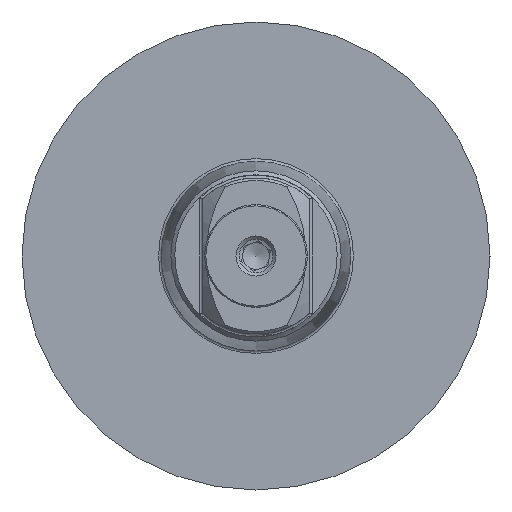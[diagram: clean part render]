
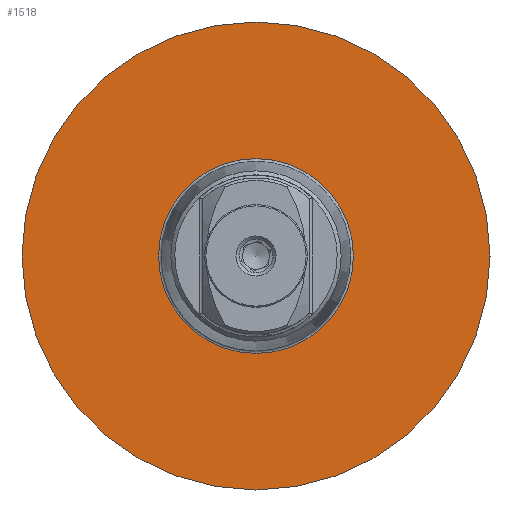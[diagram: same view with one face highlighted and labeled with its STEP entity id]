
A CAD part, left-side view. The second image highlights one B-rep face of the part: STEP entity #1518.
In plain terms, the highlighted planar face has unit normal (-1, 0, 0).
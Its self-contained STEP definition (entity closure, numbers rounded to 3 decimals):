
#4 = DIRECTION ( 'NONE',  ( -1., 0., 0. ) ) ;
#94 = ORIENTED_EDGE ( 'NONE', *, *, #736, .T. ) ;
#117 = CARTESIAN_POINT ( 'NONE',  ( 0., 0., 0. ) ) ;
#134 = ORIENTED_EDGE ( 'NONE', *, *, #341, .F. ) ;
#199 = AXIS2_PLACEMENT_3D ( 'NONE', #1327, #1216, #529 ) ;
#243 = CIRCLE ( 'NONE', #1190, 17.5 ) ;
#341 = EDGE_CURVE ( 'NONE', #1011, #1011, #1377, .T. ) ;
#474 = DIRECTION ( 'NONE',  ( 0., 0., 1. ) ) ;
#498 = FACE_BOUND ( 'NONE', #1404, .T. ) ;
#529 = DIRECTION ( 'NONE',  ( 0., 0., -1. ) ) ;
#658 = CARTESIAN_POINT ( 'NONE',  ( 0., 0., 0. ) ) ;
#726 = AXIS2_PLACEMENT_3D ( 'NONE', #117, #4, #1409 ) ;
#729 = VERTEX_POINT ( 'NONE', #874 ) ;
#736 = EDGE_CURVE ( 'NONE', #729, #729, #243, .T. ) ;
#874 = CARTESIAN_POINT ( 'NONE',  ( 0., 0., 17.5 ) ) ;
#1011 = VERTEX_POINT ( 'NONE', #1442 ) ;
#1103 = PLANE ( 'NONE',  #199 ) ;
#1150 = FACE_OUTER_BOUND ( 'NONE', #1461, .T. ) ;
#1190 = AXIS2_PLACEMENT_3D ( 'NONE', #658, #1379, #474 ) ;
#1216 = DIRECTION ( 'NONE',  ( 1., 0., 0. ) ) ;
#1327 = CARTESIAN_POINT ( 'NONE',  ( 0., 7.287, 0. ) ) ;
#1377 = CIRCLE ( 'NONE', #726, 7.287 ) ;
#1379 = DIRECTION ( 'NONE',  ( -1., 0., 0. ) ) ;
#1404 = EDGE_LOOP ( 'NONE', ( #134 ) ) ;
#1409 = DIRECTION ( 'NONE',  ( 0., 0., 1. ) ) ;
#1442 = CARTESIAN_POINT ( 'NONE',  ( 0., 0., 7.287 ) ) ;
#1461 = EDGE_LOOP ( 'NONE', ( #94 ) ) ;
#1518 = ADVANCED_FACE ( 'NONE', ( #498, #1150 ), #1103, .F. ) ;
